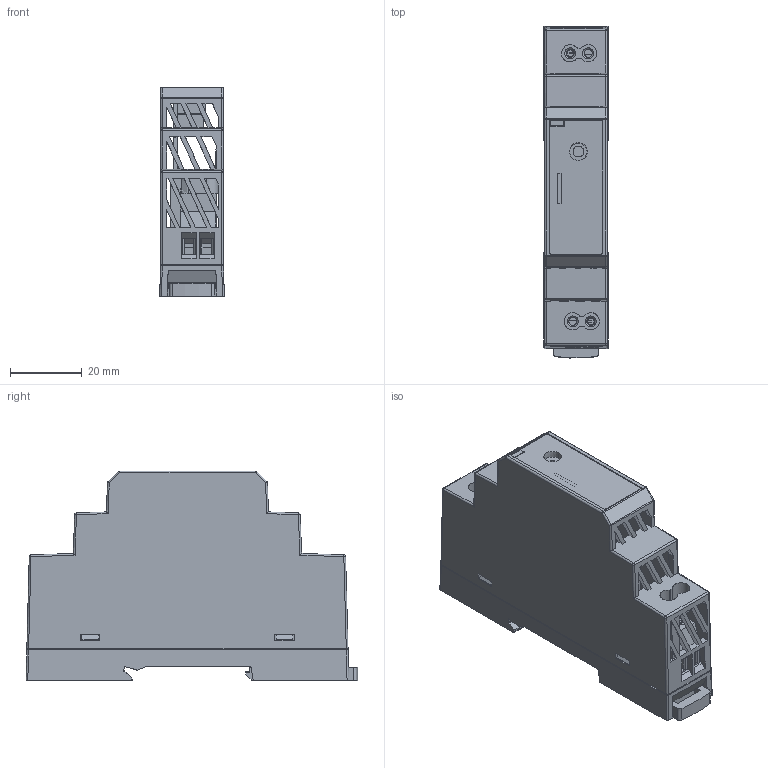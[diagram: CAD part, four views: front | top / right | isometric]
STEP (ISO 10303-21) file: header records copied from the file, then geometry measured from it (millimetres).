
FILE_DESCRIPTION(('Creo Elements/Direct Modeling STEP Export'),'2;1');
FILE_NAME('HDR-15.stp','2017-02-07T 9:42:04',(''),(''),'PTC Creo Elements/Direct Modeling STEP processor for AP214 (Solid Model)','PTC Creo Elements/Direct Modeling 19.0 09-May-2014 (C) Parametric Technology GmbH','');
FILE_SCHEMA(('AUTOMOTIVE_DESIGN { 1 0 10303 214 1 1 1 1 }'));
Length unit declared in the file: millimetre
Products named in the file (11): a1.1; ASSEMBLY_1_ASM.ASM; KNX-201511_16_ASM_1.ASM; KNX-201511_16_ASM.stp; a1; pcb.1; PCB123; HDR-15; ADMIE558L8WI_3.PRT; ADMIE558L8WI.ASM; HDR15
Assembly tree (10 placements, depth 5):
  HDR15
    ADMIE558L8WI.ASM
      ADMIE558L8WI_3.PRT
    HDR-15
      PCB123
        pcb.1
      a1
      KNX-201511_16_ASM.stp
        KNX-201511_16_ASM_1.ASM
          ASSEMBLY_1_ASM.ASM
      a1.1
Bounding box: 18.01 x 92.57 x 58.55 mm (x, y, z)
Volume: 29945.4 mm3; surface area: 39516.1 mm2
Topology: 2 solids, 2 shells, 926 faces, 2683 edges, 1715 vertices
Faces by surface type: plane 713, cylinder 128, cone 29, sphere 28, bspline 26, torus 2
Entity records: 35604 total; most frequent: CARTESIAN_POINT 6272, ORIENTED_EDGE 5310, DIRECTION 4512, EDGE_CURVE 2655, VECTOR 2206, LINE 2206, VERTEX_POINT 1715, AXIS2_PLACEMENT_3D 1153
